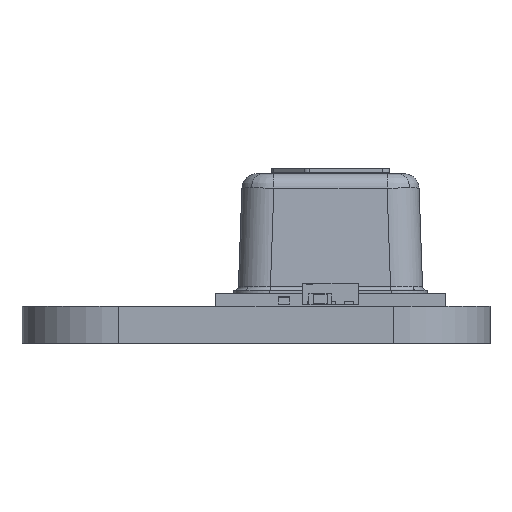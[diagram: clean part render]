
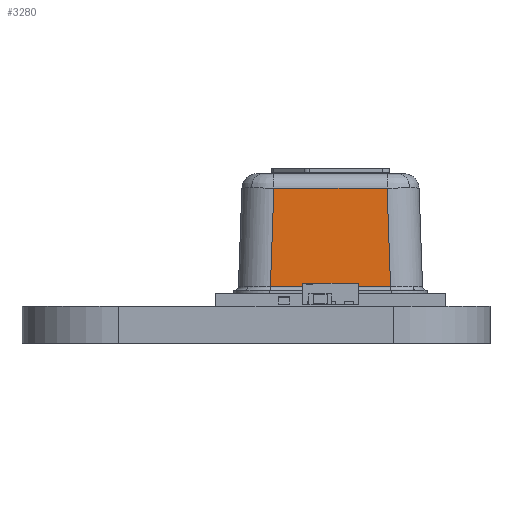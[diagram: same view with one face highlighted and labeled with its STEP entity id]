
A CAD part, left-side view. The second image highlights one B-rep face of the part: STEP entity #3280.
In plain terms, the highlighted free-form (B-spline) face has degree [1, 1] with [2, 2] control points.
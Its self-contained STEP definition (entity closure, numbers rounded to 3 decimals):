
#2134 = ( BOUNDED_SURFACE() B_SPLINE_SURFACE(2,1,(
    (#2135,#2136)
    ,(#2137,#2138)
    ,(#2139,#2140
)),.UNSPECIFIED.,.F.,.F.,.F.) B_SPLINE_SURFACE_WITH_KNOTS((3,3),(2,2),(
    1.572,3.142),(-4.677,-0.322),
.PIECEWISE_BEZIER_KNOTS.) GEOMETRIC_REPRESENTATION_ITEM() 
RATIONAL_B_SPLINE_SURFACE((
    (1.,1.)
    ,(0.708,0.708)
,(1.,1.))) REPRESENTATION_ITEM('') SURFACE() );
#2135 = CARTESIAN_POINT('',(-3.889,2.485,
    4.623));
#2136 = CARTESIAN_POINT('',(-4.041,2.636,
    0.272));
#2137 = CARTESIAN_POINT('',(-3.887,3.887,4.672
    ));
#2138 = CARTESIAN_POINT('',(-4.039,4.039,0.321
    ));
#2139 = CARTESIAN_POINT('',(-2.485,3.889,
    4.623));
#2140 = CARTESIAN_POINT('',(-2.636,4.041,0.272
    ));
#2364 = VERTEX_POINT('',#2365);
#2365 = CARTESIAN_POINT('',(-4.04,-2.635,
    0.295));
#2392 = ( BOUNDED_SURFACE() B_SPLINE_SURFACE(2,1,(
    (#2393,#2394)
    ,(#2395,#2396)
    ,(#2397,#2398
)),.UNSPECIFIED.,.F.,.F.,.F.) B_SPLINE_SURFACE_WITH_KNOTS((3,3),(2,2),(
    4.747,6.283),(-6.686,-1.414),
.PIECEWISE_BEZIER_KNOTS.) GEOMETRIC_REPRESENTATION_ITEM() 
RATIONAL_B_SPLINE_SURFACE((
    (1.,1.)
    ,(0.719,0.719)
,(1.,1.))) REPRESENTATION_ITEM('') SURFACE() );
#2393 = CARTESIAN_POINT('',(-4.04,-2.635,
    0.295));
#2394 = CARTESIAN_POINT('',(-4.04,2.636,0.295)
  );
#2395 = CARTESIAN_POINT('',(-4.045,-2.635,0.15));
#2396 = CARTESIAN_POINT('',(-4.045,2.636,0.15));
#2397 = CARTESIAN_POINT('',(-4.19,-2.635,0.15));
#2398 = CARTESIAN_POINT('',(-4.19,2.636,0.15));
#2425 = ( BOUNDED_SURFACE() B_SPLINE_SURFACE(2,1,(
    (#2426,#2427)
    ,(#2428,#2429)
    ,(#2430,#2431
)),.UNSPECIFIED.,.F.,.F.,.F.) B_SPLINE_SURFACE_WITH_KNOTS((3,3),(2,2),(
    4.714,6.283),(-4.677,-0.322),
.PIECEWISE_BEZIER_KNOTS.) GEOMETRIC_REPRESENTATION_ITEM() 
RATIONAL_B_SPLINE_SURFACE((
    (1.,1.)
    ,(0.708,0.708)
,(1.,1.))) REPRESENTATION_ITEM('') SURFACE() );
#2426 = CARTESIAN_POINT('',(-2.485,-3.888,
    4.623));
#2427 = CARTESIAN_POINT('',(-2.636,-4.04,
    0.272));
#2428 = CARTESIAN_POINT('',(-3.887,-3.887,
    4.672));
#2429 = CARTESIAN_POINT('',(-4.039,-4.039,
    0.321));
#2430 = CARTESIAN_POINT('',(-3.889,-2.484,
    4.623));
#2431 = CARTESIAN_POINT('',(-4.041,-2.636,
    0.272));
#3063 = VERTEX_POINT('',#3064);
#3064 = CARTESIAN_POINT('',(-3.889,-2.484,
    4.623));
#3179 = ( BOUNDED_SURFACE() B_SPLINE_SURFACE(2,1,(
    (#3180,#3181)
    ,(#3182,#3183)
    ,(#3184,#3185
)),.UNSPECIFIED.,.F.,.F.,.F.) B_SPLINE_SURFACE_WITH_KNOTS((3,3),(2,2),(
    1.606,3.142),(-2.484,2.484),
.PIECEWISE_BEZIER_KNOTS.) GEOMETRIC_REPRESENTATION_ITEM() 
RATIONAL_B_SPLINE_SURFACE((
    (1.,1.)
    ,(0.719,0.719)
,(1.,1.))) REPRESENTATION_ITEM('') SURFACE() );
#3180 = CARTESIAN_POINT('',(-3.889,-2.484,
    4.623));
#3181 = CARTESIAN_POINT('',(-3.889,2.485,
    4.623));
#3182 = CARTESIAN_POINT('',(-3.867,-2.484,5.25));
#3183 = CARTESIAN_POINT('',(-3.867,2.485,5.25));
#3184 = CARTESIAN_POINT('',(-3.239,-2.484,5.25));
#3185 = CARTESIAN_POINT('',(-3.239,2.485,5.25));
#3280 = ADVANCED_FACE('',(#3281),#3292,.F.);
#3281 = FACE_BOUND('',#3282,.F.);
#3282 = EDGE_LOOP('',(#3283,#3309,#3328,#3349));
#3283 = ORIENTED_EDGE('',*,*,#3284,.F.);
#3284 = EDGE_CURVE('',#3063,#3285,#3287,.T.);
#3285 = VERTEX_POINT('',#3286);
#3286 = CARTESIAN_POINT('',(-3.889,2.485,
    4.623));
#3287 = SURFACE_CURVE('',#3288,(#3291,#3302),.PCURVE_S1.);
#3288 = B_SPLINE_CURVE_WITH_KNOTS('',1,(#3289,#3290),.UNSPECIFIED.,.F.,
  .F.,(2,2),(-6.534,-1.566),.PIECEWISE_BEZIER_KNOTS.);
#3289 = CARTESIAN_POINT('',(-3.889,-2.484,
    4.623));
#3290 = CARTESIAN_POINT('',(-3.889,2.485,
    4.623));
#3291 = PCURVE('',#3292,#3297);
#3292 = B_SPLINE_SURFACE_WITH_KNOTS('',1,1,(
    (#3293,#3294)
    ,(#3295,#3296
    )),.UNSPECIFIED.,.F.,.F.,.F.,(2,2),(2,2),(-4.626,
    -0.295),(-6.686,-1.414),
  .PIECEWISE_BEZIER_KNOTS.);
#3293 = CARTESIAN_POINT('',(-3.889,-2.635,
    4.623));
#3294 = CARTESIAN_POINT('',(-3.889,2.636,
    4.623));
#3295 = CARTESIAN_POINT('',(-4.04,-2.635,
    0.295));
#3296 = CARTESIAN_POINT('',(-4.04,2.636,0.295)
  );
#3297 = DEFINITIONAL_REPRESENTATION('',(#3298),#3301);
#3298 = B_SPLINE_CURVE_WITH_KNOTS('',1,(#3299,#3300),.UNSPECIFIED.,.F.,
  .F.,(2,2),(-6.534,-1.566),.PIECEWISE_BEZIER_KNOTS.);
#3299 = CARTESIAN_POINT('',(-4.626,-6.534));
#3300 = CARTESIAN_POINT('',(-4.626,-1.566));
#3301 = ( GEOMETRIC_REPRESENTATION_CONTEXT(2) 
PARAMETRIC_REPRESENTATION_CONTEXT() REPRESENTATION_CONTEXT('2D SPACE',''
  ) );
#3302 = PCURVE('',#3179,#3303);
#3303 = DEFINITIONAL_REPRESENTATION('',(#3304),#3308);
#3304 = B_SPLINE_CURVE_WITH_KNOTS('',2,(#3305,#3306,#3307),
  .UNSPECIFIED.,.F.,.F.,(3,3),(-6.534,-1.566),
  .PIECEWISE_BEZIER_KNOTS.);
#3305 = CARTESIAN_POINT('',(1.606,-2.484));
#3306 = CARTESIAN_POINT('',(1.606,0.));
#3307 = CARTESIAN_POINT('',(1.606,2.484));
#3308 = ( GEOMETRIC_REPRESENTATION_CONTEXT(2) 
PARAMETRIC_REPRESENTATION_CONTEXT() REPRESENTATION_CONTEXT('2D SPACE',''
  ) );
#3309 = ORIENTED_EDGE('',*,*,#3310,.F.);
#3310 = EDGE_CURVE('',#2364,#3063,#3311,.T.);
#3311 = SURFACE_CURVE('',#3312,(#3315,#3321),.PCURVE_S1.);
#3312 = B_SPLINE_CURVE_WITH_KNOTS('',1,(#3313,#3314),.UNSPECIFIED.,.F.,
  .F.,(2,2),(0.062,4.395),
  .PIECEWISE_BEZIER_KNOTS.);
#3313 = CARTESIAN_POINT('',(-4.04,-2.635,
    0.295));
#3314 = CARTESIAN_POINT('',(-3.889,-2.484,
    4.623));
#3315 = PCURVE('',#3292,#3316);
#3316 = DEFINITIONAL_REPRESENTATION('',(#3317),#3320);
#3317 = B_SPLINE_CURVE_WITH_KNOTS('',1,(#3318,#3319),.UNSPECIFIED.,.F.,
  .F.,(2,2),(0.062,4.395),
  .PIECEWISE_BEZIER_KNOTS.);
#3318 = CARTESIAN_POINT('',(-0.295,-6.686));
#3319 = CARTESIAN_POINT('',(-4.626,-6.534));
#3320 = ( GEOMETRIC_REPRESENTATION_CONTEXT(2) 
PARAMETRIC_REPRESENTATION_CONTEXT() REPRESENTATION_CONTEXT('2D SPACE',''
  ) );
#3321 = PCURVE('',#2425,#3322);
#3322 = DEFINITIONAL_REPRESENTATION('',(#3323),#3327);
#3323 = B_SPLINE_CURVE_WITH_KNOTS('',2,(#3324,#3325,#3326),
  .UNSPECIFIED.,.F.,.F.,(3,3),(0.062,4.395),
  .PIECEWISE_BEZIER_KNOTS.);
#3324 = CARTESIAN_POINT('',(6.283,-0.344));
#3325 = CARTESIAN_POINT('',(6.283,-2.511));
#3326 = CARTESIAN_POINT('',(6.283,-4.677));
#3327 = ( GEOMETRIC_REPRESENTATION_CONTEXT(2) 
PARAMETRIC_REPRESENTATION_CONTEXT() REPRESENTATION_CONTEXT('2D SPACE',''
  ) );
#3328 = ORIENTED_EDGE('',*,*,#3329,.F.);
#3329 = EDGE_CURVE('',#3330,#2364,#3332,.T.);
#3330 = VERTEX_POINT('',#3331);
#3331 = CARTESIAN_POINT('',(-4.04,2.636,0.295)
  );
#3332 = SURFACE_CURVE('',#3333,(#3336,#3342),.PCURVE_S1.);
#3333 = B_SPLINE_CURVE_WITH_KNOTS('',1,(#3334,#3335),.UNSPECIFIED.,.F.,
  .F.,(2,2),(1.414,6.686),.PIECEWISE_BEZIER_KNOTS.);
#3334 = CARTESIAN_POINT('',(-4.04,2.636,0.295)
  );
#3335 = CARTESIAN_POINT('',(-4.04,-2.635,
    0.295));
#3336 = PCURVE('',#3292,#3337);
#3337 = DEFINITIONAL_REPRESENTATION('',(#3338),#3341);
#3338 = B_SPLINE_CURVE_WITH_KNOTS('',1,(#3339,#3340),.UNSPECIFIED.,.F.,
  .F.,(2,2),(1.414,6.686),.PIECEWISE_BEZIER_KNOTS.);
#3339 = CARTESIAN_POINT('',(-0.295,-1.414));
#3340 = CARTESIAN_POINT('',(-0.295,-6.686));
#3341 = ( GEOMETRIC_REPRESENTATION_CONTEXT(2) 
PARAMETRIC_REPRESENTATION_CONTEXT() REPRESENTATION_CONTEXT('2D SPACE',''
  ) );
#3342 = PCURVE('',#2392,#3343);
#3343 = DEFINITIONAL_REPRESENTATION('',(#3344),#3348);
#3344 = B_SPLINE_CURVE_WITH_KNOTS('',2,(#3345,#3346,#3347),
  .UNSPECIFIED.,.F.,.F.,(3,3),(1.414,6.686),
  .PIECEWISE_BEZIER_KNOTS.);
#3345 = CARTESIAN_POINT('',(4.747,-1.414));
#3346 = CARTESIAN_POINT('',(4.747,-4.05));
#3347 = CARTESIAN_POINT('',(4.747,-6.686));
#3348 = ( GEOMETRIC_REPRESENTATION_CONTEXT(2) 
PARAMETRIC_REPRESENTATION_CONTEXT() REPRESENTATION_CONTEXT('2D SPACE',''
  ) );
#3349 = ORIENTED_EDGE('',*,*,#3350,.F.);
#3350 = EDGE_CURVE('',#3285,#3330,#3351,.T.);
#3351 = SURFACE_CURVE('',#3352,(#3355,#3361),.PCURVE_S1.);
#3352 = B_SPLINE_CURVE_WITH_KNOTS('',1,(#3353,#3354),.UNSPECIFIED.,.F.,
  .F.,(2,2),(-4.677,-0.344),.PIECEWISE_BEZIER_KNOTS.);
#3353 = CARTESIAN_POINT('',(-3.889,2.485,
    4.623));
#3354 = CARTESIAN_POINT('',(-4.04,2.636,
    0.295));
#3355 = PCURVE('',#3292,#3356);
#3356 = DEFINITIONAL_REPRESENTATION('',(#3357),#3360);
#3357 = B_SPLINE_CURVE_WITH_KNOTS('',1,(#3358,#3359),.UNSPECIFIED.,.F.,
  .F.,(2,2),(-4.677,-0.344),.PIECEWISE_BEZIER_KNOTS.);
#3358 = CARTESIAN_POINT('',(-4.626,-1.566));
#3359 = CARTESIAN_POINT('',(-0.295,-1.414));
#3360 = ( GEOMETRIC_REPRESENTATION_CONTEXT(2) 
PARAMETRIC_REPRESENTATION_CONTEXT() REPRESENTATION_CONTEXT('2D SPACE',''
  ) );
#3361 = PCURVE('',#2134,#3362);
#3362 = DEFINITIONAL_REPRESENTATION('',(#3363),#3367);
#3363 = B_SPLINE_CURVE_WITH_KNOTS('',2,(#3364,#3365,#3366),
  .UNSPECIFIED.,.F.,.F.,(3,3),(-4.677,-0.344),
  .PIECEWISE_BEZIER_KNOTS.);
#3364 = CARTESIAN_POINT('',(1.572,-4.677));
#3365 = CARTESIAN_POINT('',(1.572,-2.511));
#3366 = CARTESIAN_POINT('',(1.572,-0.344));
#3367 = ( GEOMETRIC_REPRESENTATION_CONTEXT(2) 
PARAMETRIC_REPRESENTATION_CONTEXT() REPRESENTATION_CONTEXT('2D SPACE',''
  ) );
